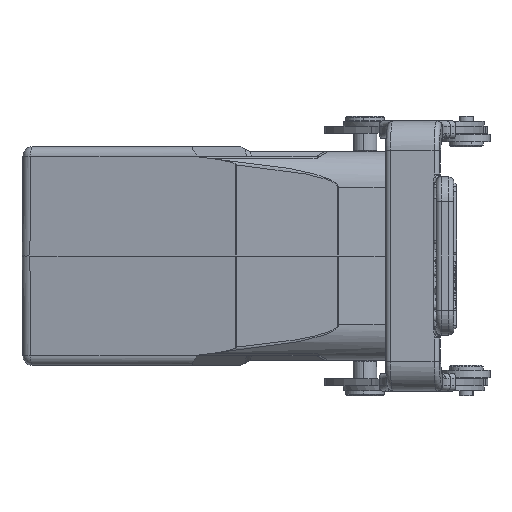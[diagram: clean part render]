
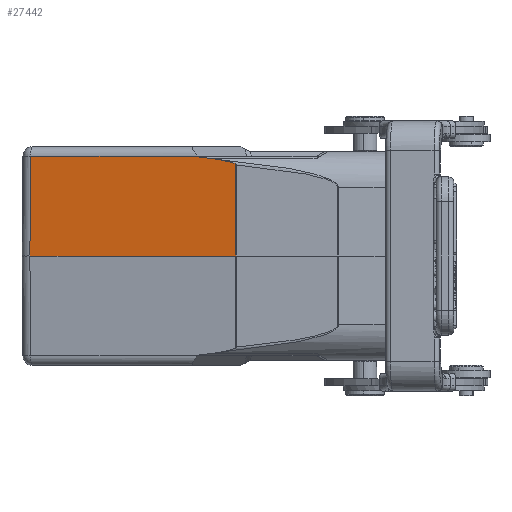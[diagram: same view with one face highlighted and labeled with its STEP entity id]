
A CAD part, left-side view. The second image highlights one B-rep face of the part: STEP entity #27442.
In plain terms, the highlighted planar face has unit normal (-0.982, 0.191, 0.009).
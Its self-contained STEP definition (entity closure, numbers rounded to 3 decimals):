
#35=DIRECTION('',(0.007,-0.009,1.));
#36=VECTOR('',#35,20.519);
#37=CARTESIAN_POINT('',(-36.514,42.382,0.));
#38=LINE('',#37,#36);
#39=DIRECTION('',(-0.13,-0.634,-0.763));
#40=VECTOR('',#39,0.221);
#41=CARTESIAN_POINT('',(-43.023,7.954,20.517));
#42=LINE('',#41,#40);
#54=DIRECTION('',(0.009,-0.001,1.));
#55=VECTOR('',#54,18.832);
#56=CARTESIAN_POINT('',(-44.742,0.05,
0.));
#57=LINE('',#56,#55);
#70=CARTESIAN_POINT('',(-44.58,0.023,18.831));
#71=CARTESIAN_POINT('',(-44.57,0.073,18.886));
#72=CARTESIAN_POINT('',(-44.543,0.206,18.973));
#73=CARTESIAN_POINT('',(-44.493,0.458,19.084));
#74=CARTESIAN_POINT('',(-44.425,0.804,19.208));
#75=CARTESIAN_POINT('',(-44.375,1.059,19.281));
#76=CARTESIAN_POINT('',(-44.318,1.346,19.357));
#77=CARTESIAN_POINT('',(-44.252,1.681,19.438));
#78=CARTESIAN_POINT('',(-44.176,2.069,19.524));
#79=CARTESIAN_POINT('',(-44.087,2.521,19.616));
#80=CARTESIAN_POINT('',(-43.985,3.043,19.713));
#81=CARTESIAN_POINT('',(-43.904,3.458,19.783));
#82=CARTESIAN_POINT('',(-43.861,3.676,19.818));
#99=CARTESIAN_POINT('',(-43.861,3.676,19.818));
#100=CARTESIAN_POINT('',(-43.815,3.912,19.855));
#101=CARTESIAN_POINT('',(-43.724,4.38,19.928));
#102=CARTESIAN_POINT('',(-43.582,5.101,20.035));
#103=CARTESIAN_POINT('',(-43.487,5.586,20.103));
#104=CARTESIAN_POINT('',(-43.44,5.83,20.136));
#318=CARTESIAN_POINT('',(-43.44,5.83,20.136));
#319=CARTESIAN_POINT('',(-43.311,6.489,20.227));
#320=CARTESIAN_POINT('',(-43.181,7.151,20.296));
#321=CARTESIAN_POINT('',(-43.052,7.814,20.349));
#704=DIRECTION('',(0.191,0.982,0.));
#705=VECTOR('',#704,34.889);
#706=CARTESIAN_POINT('',(-43.023,7.954,20.517));
#707=LINE('',#706,#705);
#717=DIRECTION('',(-0.191,-0.982,0.));
#718=VECTOR('',#717,43.124);
#719=CARTESIAN_POINT('',(-36.514,42.382,
0.));
#720=LINE('',#719,#718);
#22114=CARTESIAN_POINT('',(-44.742,0.05,
0.));
#22115=CARTESIAN_POINT('',(-44.58,0.023,
18.831));
#22116=VERTEX_POINT('',#22114);
#22117=VERTEX_POINT('',#22115);
#22118=CARTESIAN_POINT('',(-36.514,42.382,
0.));
#22119=VERTEX_POINT('',#22118);
#22120=CARTESIAN_POINT('',(-36.366,42.203,
20.517));
#22121=VERTEX_POINT('',#22120);
#22122=CARTESIAN_POINT('',(-43.023,7.954,
20.517));
#22123=VERTEX_POINT('',#22122);
#22124=CARTESIAN_POINT('',(-43.052,7.814,20.349));
#22125=VERTEX_POINT('',#22124);
#22126=VERTEX_POINT('',#318);
#22127=VERTEX_POINT('',#99);
#27419=CARTESIAN_POINT('',(-46.119,-7.035,0.));
#27420=DIRECTION('',(-0.982,0.191,0.009));
#27421=DIRECTION('',(-0.191,-0.982,0.));
#27422=AXIS2_PLACEMENT_3D('',#27419,#27420,#27421);
#27423=PLANE('',#27422);
#27425=ORIENTED_EDGE('',*,*,#27424,.F.);
#27427=ORIENTED_EDGE('',*,*,#27426,.F.);
#27429=ORIENTED_EDGE('',*,*,#27428,.T.);
#27431=ORIENTED_EDGE('',*,*,#27430,.F.);
#27433=ORIENTED_EDGE('',*,*,#27432,.T.);
#27435=ORIENTED_EDGE('',*,*,#27434,.F.);
#27437=ORIENTED_EDGE('',*,*,#27436,.F.);
#27439=ORIENTED_EDGE('',*,*,#27438,.F.);
#27440=EDGE_LOOP('',(#27425,#27427,#27429,#27431,#27433,#27435,#27437,#27439));
#27441=FACE_OUTER_BOUND('',#27440,.F.);
#27442=ADVANCED_FACE('',(#27441),#27423,.T.);
#83=B_SPLINE_CURVE_WITH_KNOTS('',3,(#70,#71,#72,#73,#74,#75,#76,#77,#78,#79,#80,
#81,#82),.UNSPECIFIED.,.F.,.F.,(4,1,1,1,1,1,1,1,1,1,4),(0.,0.1,0.2,0.3,
0.4,0.5,0.6,0.7,0.8,0.9,1.),.UNSPECIFIED.);
#105=B_SPLINE_CURVE_WITH_KNOTS('',3,(#99,#100,#101,#102,#103,#104),
.UNSPECIFIED.,.F.,.F.,(4,1,1,4),(0.,0.333,0.667,1.),
.UNSPECIFIED.);
#322=B_SPLINE_CURVE_WITH_KNOTS('',3,(#318,#319,#320,#321),.UNSPECIFIED.,.F.,.F.,
(4,4),(0.,1.),.UNSPECIFIED.);
#27424=EDGE_CURVE('',#22116,#22117,#57,.T.);
#27426=EDGE_CURVE('',#22119,#22116,#720,.T.);
#27428=EDGE_CURVE('',#22119,#22121,#38,.T.);
#27430=EDGE_CURVE('',#22123,#22121,#707,.T.);
#27432=EDGE_CURVE('',#22123,#22125,#42,.T.);
#27434=EDGE_CURVE('',#22126,#22125,#322,.T.);
#27436=EDGE_CURVE('',#22127,#22126,#105,.T.);
#27438=EDGE_CURVE('',#22117,#22127,#83,.T.);
